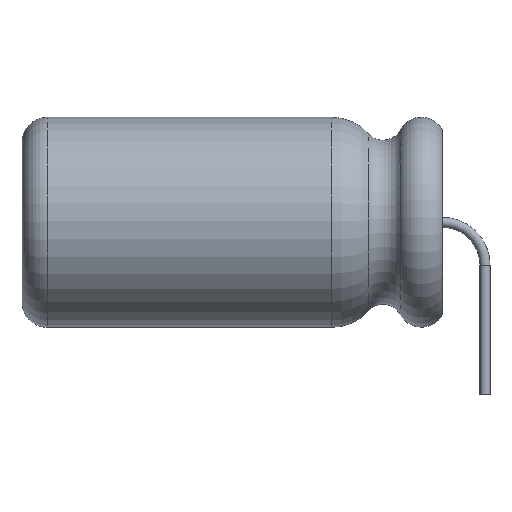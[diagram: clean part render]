
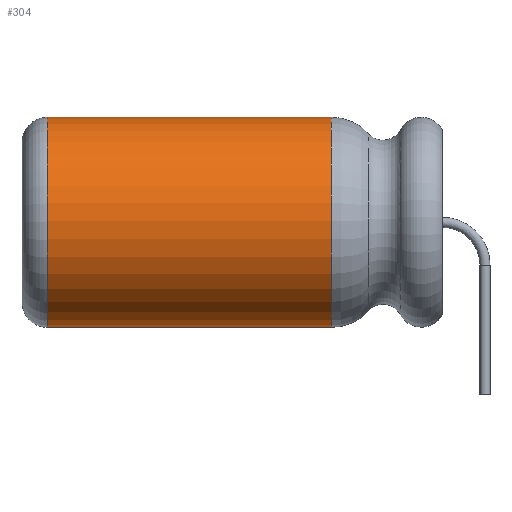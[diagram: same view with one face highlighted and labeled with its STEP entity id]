
A CAD part, left-side view. The second image highlights one B-rep face of the part: STEP entity #304.
In plain terms, the highlighted cylindrical face has radius 6.25 mm (diameter 12.5 mm), a partial arc.
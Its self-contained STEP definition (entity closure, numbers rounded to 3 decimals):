
#16=CYLINDRICAL_SURFACE('',#344,6.25);
#40=FACE_OUTER_BOUND('',#62,.T.);
#62=EDGE_LOOP('',(#202,#203,#204,#205,#206,#207));
#84=CIRCLE('',#345,6.25);
#85=CIRCLE('',#346,6.25);
#86=CIRCLE('',#347,6.25);
#87=CIRCLE('',#348,6.25);
#113=LINE('',#536,#119);
#114=LINE('',#541,#120);
#119=VECTOR('',#405,10.);
#120=VECTOR('',#410,10.);
#126=VERTEX_POINT('',#511);
#127=VERTEX_POINT('',#522);
#128=VERTEX_POINT('',#535);
#129=VERTEX_POINT('',#537);
#130=VERTEX_POINT('',#539);
#131=VERTEX_POINT('',#542);
#157=EDGE_CURVE('',#128,#126,#113,.T.);
#158=EDGE_CURVE('',#128,#129,#84,.T.);
#159=EDGE_CURVE('',#129,#130,#85,.T.);
#160=EDGE_CURVE('',#127,#130,#114,.T.);
#161=EDGE_CURVE('',#131,#127,#86,.T.);
#162=EDGE_CURVE('',#126,#131,#87,.T.);
#202=ORIENTED_EDGE('',*,*,#157,.F.);
#203=ORIENTED_EDGE('',*,*,#158,.T.);
#204=ORIENTED_EDGE('',*,*,#159,.T.);
#205=ORIENTED_EDGE('',*,*,#160,.F.);
#206=ORIENTED_EDGE('',*,*,#161,.F.);
#207=ORIENTED_EDGE('',*,*,#162,.F.);
#304=ADVANCED_FACE('',(#40),#16,.T.);
#344=AXIS2_PLACEMENT_3D('',#534,#403,#404);
#345=AXIS2_PLACEMENT_3D('',#538,#406,#407);
#346=AXIS2_PLACEMENT_3D('',#540,#408,#409);
#347=AXIS2_PLACEMENT_3D('',#543,#411,#412);
#348=AXIS2_PLACEMENT_3D('',#544,#413,#414);
#403=DIRECTION('center_axis',(0.,1.,0.));
#404=DIRECTION('ref_axis',(-1.,0.,0.));
#405=DIRECTION('',(0.,1.,0.));
#406=DIRECTION('center_axis',(0.,1.,0.));
#407=DIRECTION('ref_axis',(1.,0.,0.));
#408=DIRECTION('center_axis',(0.,1.,0.));
#409=DIRECTION('ref_axis',(1.,0.,0.));
#410=DIRECTION('',(0.,-1.,0.));
#411=DIRECTION('center_axis',(0.,1.,0.));
#412=DIRECTION('ref_axis',(1.,0.,0.));
#413=DIRECTION('center_axis',(0.,1.,0.));
#414=DIRECTION('ref_axis',(1.,0.,0.));
#511=CARTESIAN_POINT('',(3.,23.5,2.767));
#522=CARTESIAN_POINT('',(3.,23.5,13.733));
#534=CARTESIAN_POINT('Origin',(0.,15.044,8.25));
#535=CARTESIAN_POINT('',(3.,6.589,2.767));
#536=CARTESIAN_POINT('',(3.,15.044,2.767));
#537=CARTESIAN_POINT('',(0.,6.589,14.5));
#538=CARTESIAN_POINT('Origin',(0.,6.589,8.25));
#539=CARTESIAN_POINT('',(3.,6.589,13.733));
#540=CARTESIAN_POINT('Origin',(0.,6.589,8.25));
#541=CARTESIAN_POINT('',(3.,15.044,13.733));
#542=CARTESIAN_POINT('',(0.,23.5,14.5));
#543=CARTESIAN_POINT('Origin',(0.,23.5,8.25));
#544=CARTESIAN_POINT('Origin',(0.,23.5,8.25));
